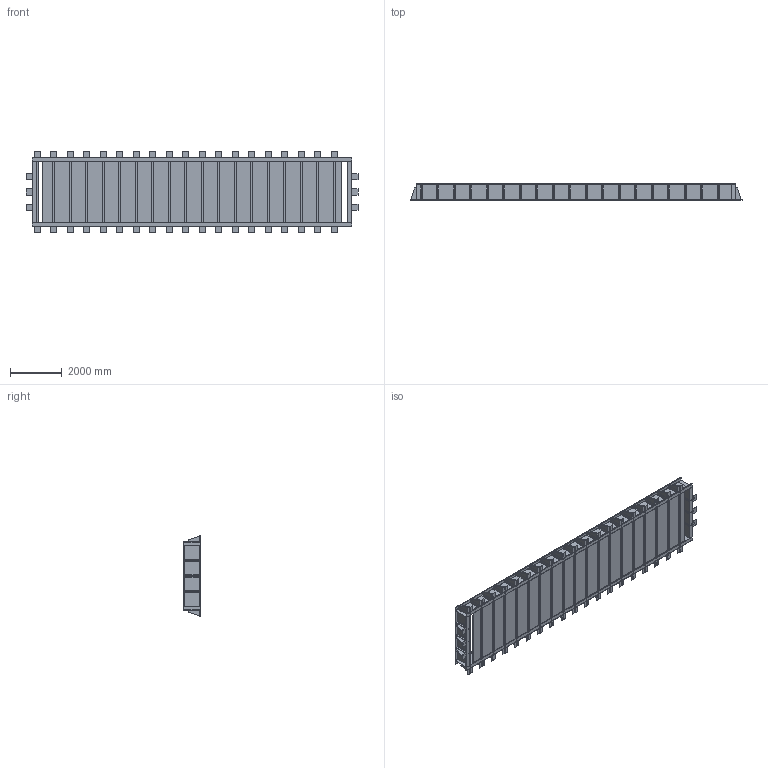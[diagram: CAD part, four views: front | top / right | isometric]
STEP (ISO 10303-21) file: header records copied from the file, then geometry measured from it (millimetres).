
FILE_DESCRIPTION(('FreeCAD Model'),'2;1');
FILE_NAME('Open CASCADE Shape Model','2025-04-29T23:16:22',('FreeCAD'),( 'FreeCAD'),'Open CASCADE STEP processor 7.6','FreeCAD','Unknown');
FILE_SCHEMA(('AUTOMOTIVE_DESIGN { 1 0 10303 214 1 1 1 1 }'));
Products named in the file (1): Open CASCADE STEP translator 7.6 1
Bounding box: 12874.32 x 631.57 x 3157.85 mm (x, y, z)
Volume: 395743690.7 mm3; surface area: 161448605.4 mm2
Topology: 206 solids, 206 shells, 2128 faces, 5148 edges, 3432 vertices
Faces by surface type: bspline 2128
Entity records: 55764 total; most frequent: CARTESIAN_POINT 22945, ORIENTED_EDGE 10296, EDGE_CURVE 5148, B_SPLINE_CURVE_WITH_KNOTS 4988, VERTEX_POINT 3432, FACE_BOUND 2176, EDGE_LOOP 2176, ADVANCED_FACE 2128
